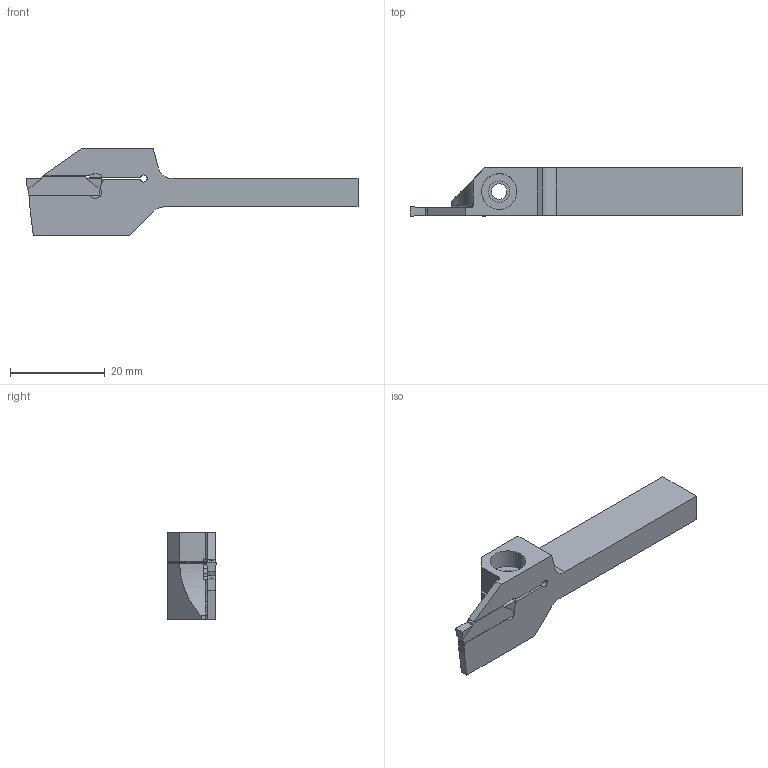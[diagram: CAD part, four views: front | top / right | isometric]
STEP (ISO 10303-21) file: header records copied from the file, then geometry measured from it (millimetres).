
FILE_DESCRIPTION (( 'STEP AP214' ), '1' );
FILE_NAME ('MGEHR0610E02.STEP', '2023-03-17T08:14:15', ( '' ), ( '' ), 'SwSTEP 2.0', 'SolidWorks 2022', '' );
FILE_SCHEMA (( 'AUTOMOTIVE_DESIGN' ));
Length unit declared in the file: millimetre
Products named in the file (3): MGEHR0610E02; 絮え MGMN200
Assembly tree (2 placements, depth 2):
  MGEHR0610E02
    MGEHR0610E02
    絮え MGMN200
Bounding box: 70 x 10.2 x 18.3 mm (x, y, z)
Volume: 4932 mm3; surface area: 3363.9 mm2
Topology: 2 solids, 2 shells, 100 faces, 264 edges, 169 vertices
Faces by surface type: plane 69, cylinder 26, cone 4, torus 1
Entity records: 3183 total; most frequent: CARTESIAN_POINT 580, ORIENTED_EDGE 528, DIRECTION 514, EDGE_CURVE 264, LINE 200, VECTOR 200, VERTEX_POINT 169, AXIS2_PLACEMENT_3D 157
